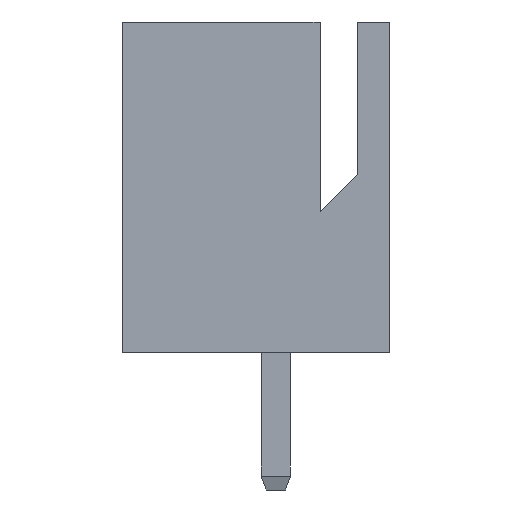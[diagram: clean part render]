
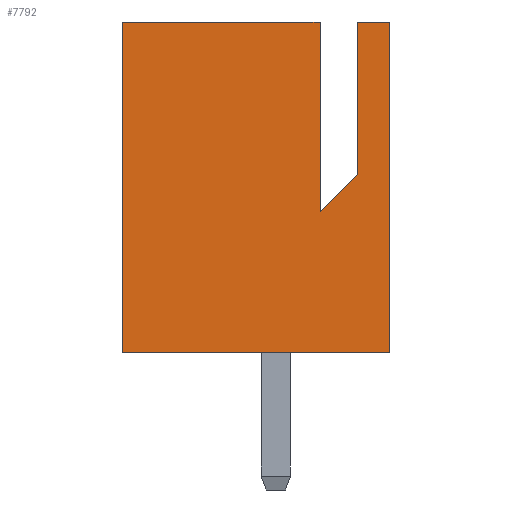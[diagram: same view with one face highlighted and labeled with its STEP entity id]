
A CAD part, left-side view. The second image highlights one B-rep face of the part: STEP entity #7792.
In plain terms, the highlighted planar face has unit normal (-1, 0, 0).
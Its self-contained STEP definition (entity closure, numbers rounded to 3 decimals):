
#322 = EDGE_CURVE ( 'NONE', #7953, #892, #9518, .T. ) ;
#787 = CARTESIAN_POINT ( 'NONE',  ( -8.687, -2.489, 0.711 ) ) ;
#892 = VERTEX_POINT ( 'NONE', #11602 ) ;
#948 = EDGE_LOOP ( 'NONE', ( #7185, #1900, #2460, #2860, #12486, #5195, #3094, #8178 ) ) ;
#997 = CARTESIAN_POINT ( 'NONE',  ( -8.687, -1.778, 3.886 ) ) ;
#1423 = LINE ( 'NONE', #3379, #1665 ) ;
#1610 = VERTEX_POINT ( 'NONE', #8503 ) ;
#1665 = VECTOR ( 'NONE', #5244, 1000. ) ;
#1764 = DIRECTION ( 'NONE',  ( 0., 0., -1. ) ) ;
#1891 = CARTESIAN_POINT ( 'NONE',  ( -8.687, -2.489, 0. ) ) ;
#1900 = ORIENTED_EDGE ( 'NONE', *, *, #6251, .T. ) ;
#2038 = VERTEX_POINT ( 'NONE', #997 ) ;
#2091 = LINE ( 'NONE', #11920, #7523 ) ;
#2123 = VECTOR ( 'NONE', #4538, 1000. ) ;
#2460 = ORIENTED_EDGE ( 'NONE', *, *, #11732, .T. ) ;
#2669 = CARTESIAN_POINT ( 'NONE',  ( -8.687, 3.353, 7.214 ) ) ;
#2705 = CARTESIAN_POINT ( 'NONE',  ( -8.687, 0., 7.214 ) ) ;
#2855 = CARTESIAN_POINT ( 'NONE',  ( -8.687, -0.965, 3.073 ) ) ;
#2860 = ORIENTED_EDGE ( 'NONE', *, *, #11310, .T. ) ;
#2902 = CARTESIAN_POINT ( 'NONE',  ( -8.687, -2.489, 7.214 ) ) ;
#2966 = DIRECTION ( 'NONE',  ( 0., 1., 0. ) ) ;
#3094 = ORIENTED_EDGE ( 'NONE', *, *, #6279, .T. ) ;
#3379 = CARTESIAN_POINT ( 'NONE',  ( -8.687, -1.778, 3.886 ) ) ;
#3427 = PLANE ( 'NONE',  #8683 ) ;
#3577 = EDGE_CURVE ( 'NONE', #11576, #12436, #10745, .T. ) ;
#4538 = DIRECTION ( 'NONE',  ( 0., 0., 1. ) ) ;
#4580 = LINE ( 'NONE', #1891, #4940 ) ;
#4872 = EDGE_CURVE ( 'NONE', #892, #5372, #10593, .T. ) ;
#4940 = VECTOR ( 'NONE', #9625, 1000. ) ;
#4965 = DIRECTION ( 'NONE',  ( 0., 0., 1. ) ) ;
#5061 = CARTESIAN_POINT ( 'NONE',  ( -8.687, -0.965, 7.214 ) ) ;
#5195 = ORIENTED_EDGE ( 'NONE', *, *, #6236, .F. ) ;
#5244 = DIRECTION ( 'NONE',  ( 0., 0.707, -0.707 ) ) ;
#5372 = VERTEX_POINT ( 'NONE', #10647 ) ;
#6236 = EDGE_CURVE ( 'NONE', #1610, #12436, #10138, .T. ) ;
#6251 = EDGE_CURVE ( 'NONE', #5372, #2038, #9360, .T. ) ;
#6279 = EDGE_CURVE ( 'NONE', #1610, #7953, #4580, .T. ) ;
#6517 = VERTEX_POINT ( 'NONE', #2855 ) ;
#6974 = VECTOR ( 'NONE', #10400, 1000. ) ;
#7185 = ORIENTED_EDGE ( 'NONE', *, *, #4872, .T. ) ;
#7406 = VECTOR ( 'NONE', #11236, 1000. ) ;
#7523 = VECTOR ( 'NONE', #4965, 1000. ) ;
#7792 = ADVANCED_FACE ( 'NONE', ( #12142 ), #3427, .T. ) ;
#7953 = VERTEX_POINT ( 'NONE', #8051 ) ;
#8051 = CARTESIAN_POINT ( 'NONE',  ( -8.687, -2.489, 0. ) ) ;
#8178 = ORIENTED_EDGE ( 'NONE', *, *, #322, .T. ) ;
#8503 = CARTESIAN_POINT ( 'NONE',  ( -8.687, 3.353, 0. ) ) ;
#8616 = VECTOR ( 'NONE', #2966, 1000. ) ;
#8658 = CARTESIAN_POINT ( 'NONE',  ( -8.687, -1.778, 0.711 ) ) ;
#8683 = AXIS2_PLACEMENT_3D ( 'NONE', #787, #9535, #11529 ) ;
#9360 = LINE ( 'NONE', #8658, #12295 ) ;
#9390 = CARTESIAN_POINT ( 'NONE',  ( -8.687, -2.489, 0.711 ) ) ;
#9518 = LINE ( 'NONE', #9390, #2123 ) ;
#9535 = DIRECTION ( 'NONE',  ( -1., 0., 0. ) ) ;
#9625 = DIRECTION ( 'NONE',  ( 0., -1., 0. ) ) ;
#10138 = LINE ( 'NONE', #10323, #7406 ) ;
#10323 = CARTESIAN_POINT ( 'NONE',  ( -8.687, 3.353, 0.711 ) ) ;
#10400 = DIRECTION ( 'NONE',  ( 0., 1., 0. ) ) ;
#10593 = LINE ( 'NONE', #2705, #6974 ) ;
#10647 = CARTESIAN_POINT ( 'NONE',  ( -8.687, -1.778, 7.214 ) ) ;
#10745 = LINE ( 'NONE', #2902, #8616 ) ;
#11236 = DIRECTION ( 'NONE',  ( 0., 0., 1. ) ) ;
#11310 = EDGE_CURVE ( 'NONE', #6517, #11576, #2091, .T. ) ;
#11529 = DIRECTION ( 'NONE',  ( 0., 0., 1. ) ) ;
#11576 = VERTEX_POINT ( 'NONE', #5061 ) ;
#11602 = CARTESIAN_POINT ( 'NONE',  ( -8.687, -2.489, 7.214 ) ) ;
#11732 = EDGE_CURVE ( 'NONE', #2038, #6517, #1423, .T. ) ;
#11920 = CARTESIAN_POINT ( 'NONE',  ( -8.687, -0.965, 0.711 ) ) ;
#12142 = FACE_OUTER_BOUND ( 'NONE', #948, .T. ) ;
#12295 = VECTOR ( 'NONE', #1764, 1000. ) ;
#12436 = VERTEX_POINT ( 'NONE', #2669 ) ;
#12486 = ORIENTED_EDGE ( 'NONE', *, *, #3577, .T. ) ;
